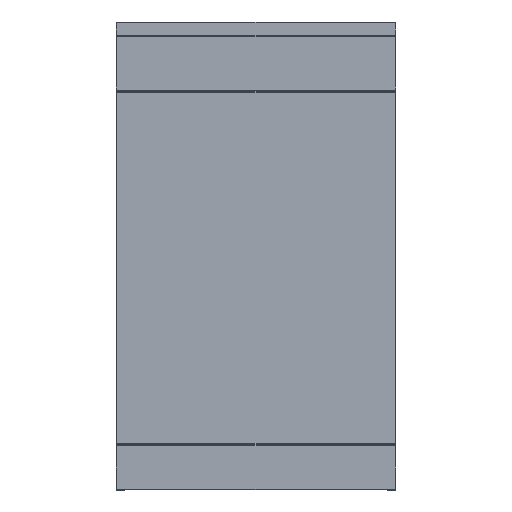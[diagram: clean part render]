
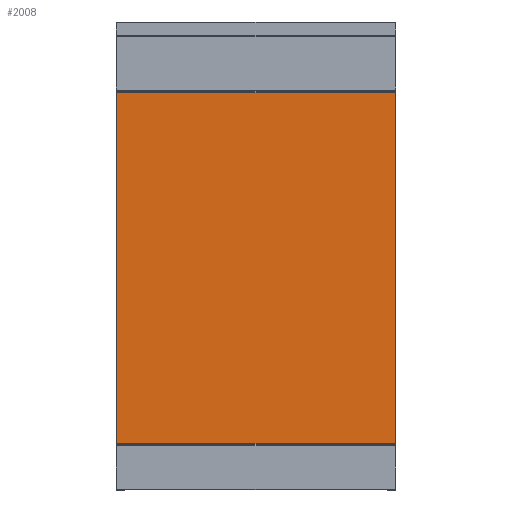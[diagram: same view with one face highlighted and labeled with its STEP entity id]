
A CAD part, top view. The second image highlights one B-rep face of the part: STEP entity #2008.
In plain terms, the highlighted planar face has unit normal (0, 0, 1).
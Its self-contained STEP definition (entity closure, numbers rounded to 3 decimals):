
#43 = CARTESIAN_POINT ( 'NONE',  ( -251., 315., 0. ) ) ;
#150 = EDGE_CURVE ( 'NONE', #1613, #1743, #2390, .T. ) ;
#203 = LINE ( 'NONE', #2871, #1854 ) ;
#375 = CARTESIAN_POINT ( 'NONE',  ( 0., 0., 0. ) ) ;
#566 = ORIENTED_EDGE ( 'NONE', *, *, #1848, .T. ) ;
#592 = DIRECTION ( 'NONE',  ( -1., 0., 0. ) ) ;
#674 = ORIENTED_EDGE ( 'NONE', *, *, #2164, .T. ) ;
#683 = VERTEX_POINT ( 'NONE', #2017 ) ;
#728 = VERTEX_POINT ( 'NONE', #2714 ) ;
#739 = DIRECTION ( 'NONE',  ( -1., 0., 0. ) ) ;
#794 = CARTESIAN_POINT ( 'NONE',  ( -250., 315., 0. ) ) ;
#1043 = EDGE_CURVE ( 'NONE', #728, #683, #2435, .T. ) ;
#1183 = VECTOR ( 'NONE', #2917, 1000. ) ;
#1200 = DIRECTION ( 'NONE',  ( 1., 0., 0. ) ) ;
#1222 = VECTOR ( 'NONE', #2942, 1000. ) ;
#1613 = VERTEX_POINT ( 'NONE', #794 ) ;
#1743 = VERTEX_POINT ( 'NONE', #2627 ) ;
#1848 = EDGE_CURVE ( 'NONE', #683, #1613, #2277, .T. ) ;
#1854 = VECTOR ( 'NONE', #1200, 1000. ) ;
#1886 = CARTESIAN_POINT ( 'NONE',  ( -250., -316., 0. ) ) ;
#2008 = ADVANCED_FACE ( 'NONE', ( #2074 ), #2042, .F. ) ;
#2017 = CARTESIAN_POINT ( 'NONE',  ( 250., 315., 0. ) ) ;
#2042 = PLANE ( 'NONE',  #3003 ) ;
#2074 = FACE_OUTER_BOUND ( 'NONE', #2481, .T. ) ;
#2164 = EDGE_CURVE ( 'NONE', #1743, #728, #203, .T. ) ;
#2277 = LINE ( 'NONE', #43, #2995 ) ;
#2390 = LINE ( 'NONE', #1886, #1183 ) ;
#2435 = LINE ( 'NONE', #3185, #1222 ) ;
#2481 = EDGE_LOOP ( 'NONE', ( #2653, #566, #2673, #674 ) ) ;
#2583 = DIRECTION ( 'NONE',  ( 0., 0., -1. ) ) ;
#2627 = CARTESIAN_POINT ( 'NONE',  ( -250., -315., 0. ) ) ;
#2653 = ORIENTED_EDGE ( 'NONE', *, *, #1043, .T. ) ;
#2673 = ORIENTED_EDGE ( 'NONE', *, *, #150, .T. ) ;
#2714 = CARTESIAN_POINT ( 'NONE',  ( 250., -315., 0. ) ) ;
#2871 = CARTESIAN_POINT ( 'NONE',  ( 251., -315., 0. ) ) ;
#2917 = DIRECTION ( 'NONE',  ( 0., -1., 0. ) ) ;
#2942 = DIRECTION ( 'NONE',  ( 0., 1., 0. ) ) ;
#2995 = VECTOR ( 'NONE', #739, 1000. ) ;
#3003 = AXIS2_PLACEMENT_3D ( 'NONE', #375, #2583, #592 ) ;
#3185 = CARTESIAN_POINT ( 'NONE',  ( 250., 316., 0. ) ) ;
